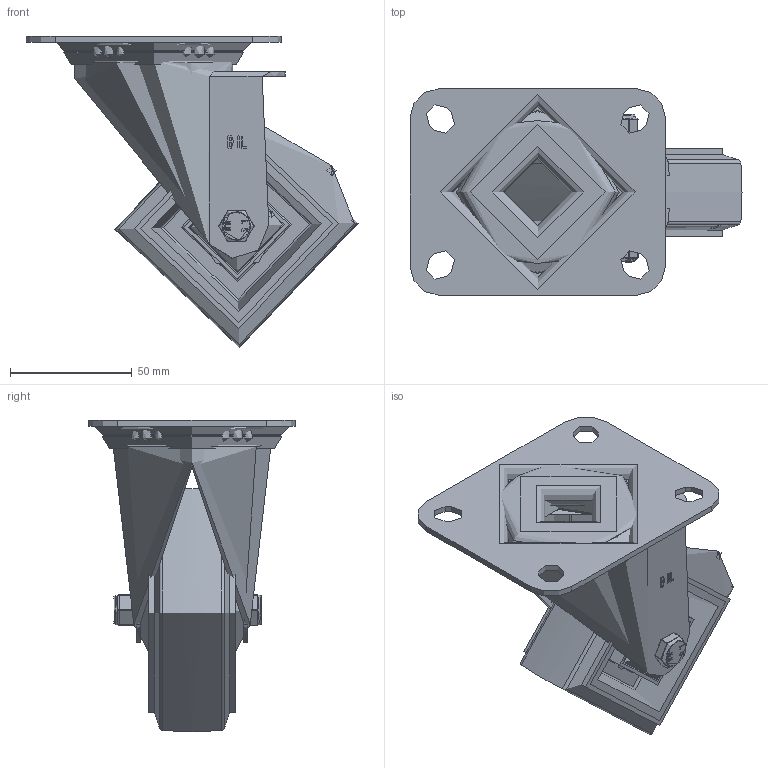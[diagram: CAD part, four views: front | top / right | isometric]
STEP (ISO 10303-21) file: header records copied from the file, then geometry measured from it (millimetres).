
FILE_DESCRIPTION(/* description */ ('','CAx-IF Rec.Pracs.---Representation and Presentation of Product Manufacturing Information (PMI)---4.0---2014-10-13'),/* implementation_level */ '2;1');
FILE_NAME(/* name */ 'BZMM100RNBJEC.step',/* time_stamp */ '2025-01-08T16:48:35Z',/* author */ (''),/* organization */ (''),/* preprocessor_version */ 'ST-DEVELOPER v20',/* originating_system */ 'Autodesk Translation Framework v13.20.0.188',/* authorisation */ '');
FILE_SCHEMA (('AP242_MANAGED_MODEL_BASED_3D_ENGINEERING_MIM_LF { 1 0 10303 442 1 1 4 }'));
Length unit declared in the file: millimetre
Products named in the file (34): BZMM100RNBJEC; BZMM100AS - 2 - 42 v1; ZINC PLATED, PRESSED STEEL TOP PLATE; ZINC PLATED, PRESSED STEEL TOP PLATE Geometry; BALL BEARINGS; Component1; BEARING SEAL; ZINC PLATED, PRESSED STEEL FORKS; HEXBOLTM8X55Z8.8 v2; GRADE 8.8 ZINC PLATED BOLT; NYLOCM8Z v1; NYLOC NUT; NUT; RUBBER (1); BZMM100WRNBJM8EC v1 (1); BZMM100WRNBJEC (1); 65 SHORE A ELECTRICALLY CONDUCTIVE  ELASTIC RUBBER (1); 65 SHORE A ELECTRICALLY CONDUCTIVE  ELASTIC RUBBER Geometry (1); SPOT (1); NYLON RIM (1); BEARING 6202 (1); METAL (1); METAL2 (1); Pattern (1); Component1 (2); MIDDLE (1); RUBBER (2); RUBBER2 (1); HUBCAPM8X42RNEC (2); HUB CAP (2); HUBCAPM8X42RNEC (1) (1); HUB CAP (1) (1); HUB CAP Geometry (1); SPOT2 (1)
Assembly tree (65 placements, depth 6):
  BZMM100RNBJEC
    BZMM100AS - 2 - 42 v1
      ZINC PLATED, PRESSED STEEL TOP PLATE
        ZINC PLATED, PRESSED STEEL TOP PLATE Geometry
        BALL BEARINGS
          Component1  x24
      BEARING SEAL
      ZINC PLATED, PRESSED STEEL FORKS
    HEXBOLTM8X55Z8.8 v2
      GRADE 8.8 ZINC PLATED BOLT
    NYLOCM8Z v1
      NYLOC NUT
        NUT
        RUBBER (1)
    BZMM100WRNBJM8EC v1 (1)
      BZMM100WRNBJEC (1)
        65 SHORE A ELECTRICALLY CONDUCTIVE  ELASTIC RUBBER (1)
          65 SHORE A ELECTRICALLY CONDUCTIVE  ELASTIC RUBBER Geometry (1)
          SPOT (1)
        NYLON RIM (1)
        BEARING 6202 (1)
          METAL (1)
          METAL2 (1)
          Pattern (1)
            Component1 (2)  x8
          MIDDLE (1)
          RUBBER (2)
          RUBBER2 (1)
      HUBCAPM8X42RNEC (2)
        HUB CAP (2)
          HUB CAP Geometry (1)
          SPOT2 (1)
      HUBCAPM8X42RNEC (1) (1)
        HUB CAP (1) (1)
          HUB CAP Geometry (1)
          SPOT2 (1)
Bounding box: 136.48 x 85 x 127.98 mm (x, y, z)
Volume: 243393.5 mm3; surface area: 129836.3 mm2
Topology: 50 solids, 50 shells, 775 faces, 1859 edges, 1204 vertices
Faces by surface type: plane 277, cylinder 199, bspline 179, sphere 72, torus 28, cone 20
Full cylindrical faces by diameter (mm): 0.664 x2, 3 x4, 4 x2, 6.446 x7, 7.866 x13, 8 x3, 8.2 x2, 8.25 x2, 8.6 x2, 11.5 x1, 12.1 x1, 14.9 x2, 15 x1, 18 x1, 19.5 x2, 20 x4, 22.5 x2, 23 x2, 26 x2, 27.5 x1, 28 x2, 30 x4, 30.5 x2, 31 x4, 31.5 x1, 32 x1, 32.5 x2, 34.5 x2, 35 x2, 36.25 x2
Entity records: 29528 total; most frequent: CARTESIAN_POINT 12669, ORIENTED_EDGE 3416, DIRECTION 2967, EDGE_CURVE 1708, VERTEX_POINT 1120, AXIS2_PLACEMENT_3D 1116, EDGE_LOOP 874, LINE 735
